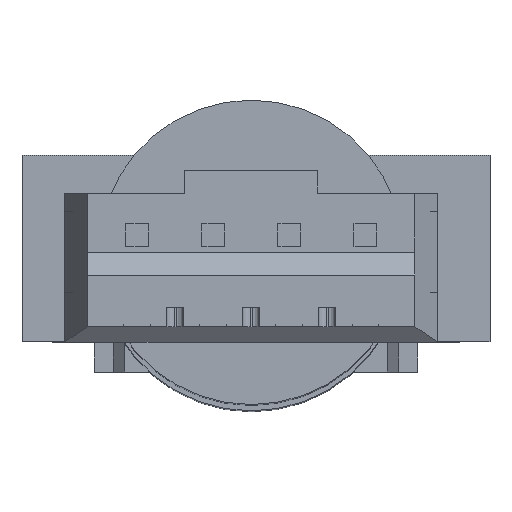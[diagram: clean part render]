
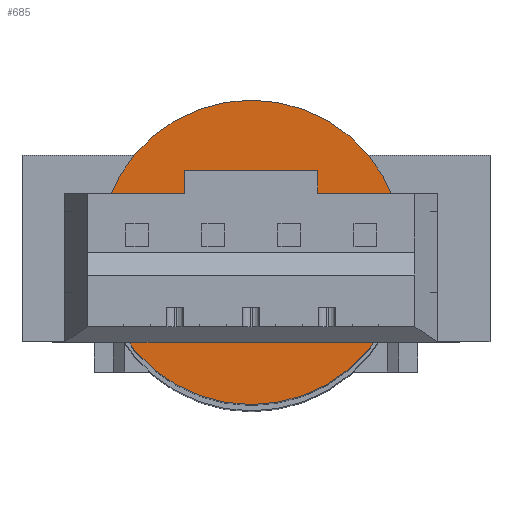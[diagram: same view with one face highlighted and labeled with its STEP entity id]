
A CAD part, top view. The second image highlights one B-rep face of the part: STEP entity #685.
In plain terms, the highlighted planar face has unit normal (0, 0, 1).
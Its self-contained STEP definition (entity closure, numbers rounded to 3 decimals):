
#15 = ORIENTED_EDGE ( 'NONE', *, *, #10592, .T. ) ;
#61 = CIRCLE ( 'NONE', #5707, 0.375 ) ;
#205 = CARTESIAN_POINT ( 'NONE',  ( 1., 0., 130.5 ) ) ;
#208 = FACE_BOUND ( 'NONE', #5262, .T. ) ;
#368 = PLANE ( 'NONE',  #7801 ) ;
#411 = DIRECTION ( 'NONE',  ( 0., 0., -1. ) ) ;
#451 = DIRECTION ( 'NONE',  ( 1., 0., 0. ) ) ;
#491 = VERTEX_POINT ( 'NONE', #8910 ) ;
#511 = DIRECTION ( 'NONE',  ( 1., 0., 0. ) ) ;
#560 = EDGE_CURVE ( 'NONE', #7674, #5811, #3094, .T. ) ;
#685 = ADVANCED_FACE ( 'NONE', ( #2424, #208, #6848, #8802, #6604 ), #368, .T. ) ;
#723 = AXIS2_PLACEMENT_3D ( 'NONE', #2357, #2453, #2526 ) ;
#1100 = CARTESIAN_POINT ( 'NONE',  ( -4., 0., 130.5 ) ) ;
#1129 = DIRECTION ( 'NONE',  ( 0., 0., -1. ) ) ;
#1915 = DIRECTION ( 'NONE',  ( 1., 0., 0. ) ) ;
#2136 = EDGE_CURVE ( 'NONE', #4682, #5296, #5844, .T. ) ;
#2334 = ORIENTED_EDGE ( 'NONE', *, *, #5801, .T. ) ;
#2357 = CARTESIAN_POINT ( 'NONE',  ( -6., 0., 130.5 ) ) ;
#2424 = FACE_OUTER_BOUND ( 'NONE', #2446, .T. ) ;
#2446 = EDGE_LOOP ( 'NONE', ( #4636, #8873 ) ) ;
#2453 = DIRECTION ( 'NONE',  ( 0., 0., 1. ) ) ;
#2526 = DIRECTION ( 'NONE',  ( 1., 0., 0. ) ) ;
#2681 = CARTESIAN_POINT ( 'NONE',  ( -6., 0., 130.5 ) ) ;
#2825 = CARTESIAN_POINT ( 'NONE',  ( 0., 0., 130.5 ) ) ;
#2879 = DIRECTION ( 'NONE',  ( 0., 0., 1. ) ) ;
#3017 = CIRCLE ( 'NONE', #6683, 0.375 ) ;
#3094 = CIRCLE ( 'NONE', #9108, 0.375 ) ;
#3348 = EDGE_CURVE ( 'NONE', #5066, #3958, #7210, .T. ) ;
#3524 = CARTESIAN_POINT ( 'NONE',  ( -3., 0., 130.5 ) ) ;
#3539 = DIRECTION ( 'NONE',  ( 1., 0., 0. ) ) ;
#3578 = EDGE_CURVE ( 'NONE', #5593, #7734, #6454, .T. ) ;
#3672 = DIRECTION ( 'NONE',  ( 1., 0., 0. ) ) ;
#3944 = ORIENTED_EDGE ( 'NONE', *, *, #3578, .T. ) ;
#3958 = VERTEX_POINT ( 'NONE', #205 ) ;
#3964 = ORIENTED_EDGE ( 'NONE', *, *, #4112, .T. ) ;
#3969 = EDGE_CURVE ( 'NONE', #7734, #5593, #3017, .T. ) ;
#4112 = EDGE_CURVE ( 'NONE', #5811, #7674, #8462, .T. ) ;
#4153 = AXIS2_PLACEMENT_3D ( 'NONE', #4248, #10050, #5063 ) ;
#4169 = VERTEX_POINT ( 'NONE', #5492 ) ;
#4239 = CARTESIAN_POINT ( 'NONE',  ( -4.375, 0., 130.5 ) ) ;
#4241 = CARTESIAN_POINT ( 'NONE',  ( -2.375, 0., 130.5 ) ) ;
#4248 = CARTESIAN_POINT ( 'NONE',  ( -3., 0., 130.5 ) ) ;
#4360 = DIRECTION ( 'NONE',  ( 1., 0., 0. ) ) ;
#4374 = AXIS2_PLACEMENT_3D ( 'NONE', #2825, #8666, #3672 ) ;
#4406 = CARTESIAN_POINT ( 'NONE',  ( -3., 0., 130.5 ) ) ;
#4479 = CARTESIAN_POINT ( 'NONE',  ( -1.625, 0., 130.5 ) ) ;
#4636 = ORIENTED_EDGE ( 'NONE', *, *, #5121, .T. ) ;
#4682 = VERTEX_POINT ( 'NONE', #6312 ) ;
#4827 = CIRCLE ( 'NONE', #9342, 0.5 ) ;
#5063 = DIRECTION ( 'NONE',  ( 1., 0., 0. ) ) ;
#5066 = VERTEX_POINT ( 'NONE', #8432 ) ;
#5121 = EDGE_CURVE ( 'NONE', #3958, #5066, #5709, .T. ) ;
#5262 = EDGE_LOOP ( 'NONE', ( #9125, #6879 ) ) ;
#5296 = VERTEX_POINT ( 'NONE', #6401 ) ;
#5407 = DIRECTION ( 'NONE',  ( 1., 0., 0. ) ) ;
#5452 = DIRECTION ( 'NONE',  ( 0., 0., -1. ) ) ;
#5492 = CARTESIAN_POINT ( 'NONE',  ( -0.375, 0., 130.5 ) ) ;
#5520 = DIRECTION ( 'NONE',  ( 0., 0., -1. ) ) ;
#5593 = VERTEX_POINT ( 'NONE', #4239 ) ;
#5707 = AXIS2_PLACEMENT_3D ( 'NONE', #6077, #1129, #6931 ) ;
#5709 = CIRCLE ( 'NONE', #5777, 4. ) ;
#5746 = EDGE_LOOP ( 'NONE', ( #15, #2334 ) ) ;
#5777 = AXIS2_PLACEMENT_3D ( 'NONE', #3524, #9336, #4360 ) ;
#5801 = EDGE_CURVE ( 'NONE', #491, #4169, #9681, .T. ) ;
#5811 = VERTEX_POINT ( 'NONE', #4479 ) ;
#5844 = CIRCLE ( 'NONE', #723, 0.5 ) ;
#6012 = CARTESIAN_POINT ( 'NONE',  ( -3.625, 0., 130.5 ) ) ;
#6077 = CARTESIAN_POINT ( 'NONE',  ( 0., 0., 130.5 ) ) ;
#6231 = CARTESIAN_POINT ( 'NONE',  ( -2., 0., 130.5 ) ) ;
#6312 = CARTESIAN_POINT ( 'NONE',  ( -5.5, 0., 130.5 ) ) ;
#6401 = CARTESIAN_POINT ( 'NONE',  ( -6.5, 0., 130.5 ) ) ;
#6454 = CIRCLE ( 'NONE', #8205, 0.375 ) ;
#6488 = AXIS2_PLACEMENT_3D ( 'NONE', #10415, #5452, #451 ) ;
#6604 = FACE_BOUND ( 'NONE', #5746, .T. ) ;
#6683 = AXIS2_PLACEMENT_3D ( 'NONE', #1100, #6895, #1915 ) ;
#6848 = FACE_BOUND ( 'NONE', #9247, .T. ) ;
#6879 = ORIENTED_EDGE ( 'NONE', *, *, #2136, .F. ) ;
#6895 = DIRECTION ( 'NONE',  ( 0., 0., -1. ) ) ;
#6931 = DIRECTION ( 'NONE',  ( 1., 0., 0. ) ) ;
#7210 = CIRCLE ( 'NONE', #4153, 4. ) ;
#7674 = VERTEX_POINT ( 'NONE', #4241 ) ;
#7734 = VERTEX_POINT ( 'NONE', #6012 ) ;
#7748 = EDGE_CURVE ( 'NONE', #5296, #4682, #4827, .T. ) ;
#7801 = AXIS2_PLACEMENT_3D ( 'NONE', #4406, #2879, #9544 ) ;
#8205 = AXIS2_PLACEMENT_3D ( 'NONE', #10482, #5520, #511 ) ;
#8432 = CARTESIAN_POINT ( 'NONE',  ( -7., 0., 130.5 ) ) ;
#8462 = CIRCLE ( 'NONE', #6488, 0.375 ) ;
#8523 = DIRECTION ( 'NONE',  ( 0., 0., 1. ) ) ;
#8570 = ORIENTED_EDGE ( 'NONE', *, *, #3969, .T. ) ;
#8666 = DIRECTION ( 'NONE',  ( 0., 0., -1. ) ) ;
#8802 = FACE_BOUND ( 'NONE', #8991, .T. ) ;
#8873 = ORIENTED_EDGE ( 'NONE', *, *, #3348, .T. ) ;
#8910 = CARTESIAN_POINT ( 'NONE',  ( 0.375, 0., 130.5 ) ) ;
#8991 = EDGE_LOOP ( 'NONE', ( #10554, #3964 ) ) ;
#9108 = AXIS2_PLACEMENT_3D ( 'NONE', #6231, #411, #5407 ) ;
#9125 = ORIENTED_EDGE ( 'NONE', *, *, #7748, .F. ) ;
#9247 = EDGE_LOOP ( 'NONE', ( #3944, #8570 ) ) ;
#9336 = DIRECTION ( 'NONE',  ( 0., 0., 1. ) ) ;
#9342 = AXIS2_PLACEMENT_3D ( 'NONE', #2681, #8523, #3539 ) ;
#9544 = DIRECTION ( 'NONE',  ( 1., 0., 0. ) ) ;
#9681 = CIRCLE ( 'NONE', #4374, 0.375 ) ;
#10050 = DIRECTION ( 'NONE',  ( 0., 0., 1. ) ) ;
#10415 = CARTESIAN_POINT ( 'NONE',  ( -2., 0., 130.5 ) ) ;
#10482 = CARTESIAN_POINT ( 'NONE',  ( -4., 0., 130.5 ) ) ;
#10554 = ORIENTED_EDGE ( 'NONE', *, *, #560, .T. ) ;
#10592 = EDGE_CURVE ( 'NONE', #4169, #491, #61, .T. ) ;
